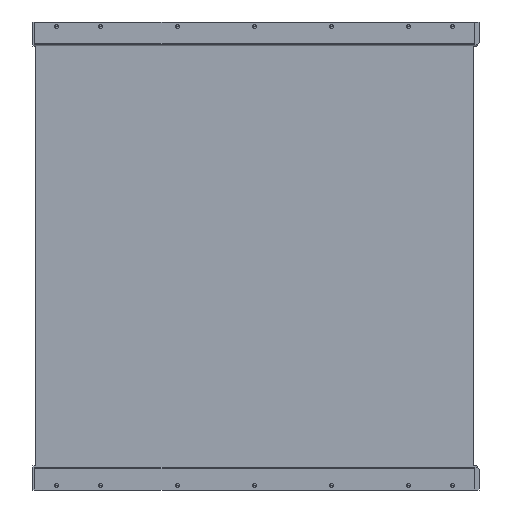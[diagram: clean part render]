
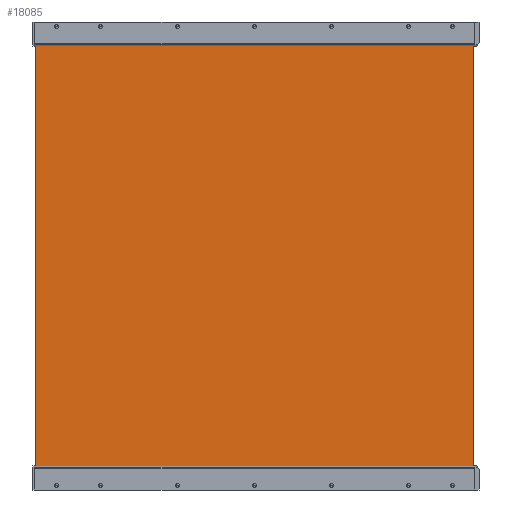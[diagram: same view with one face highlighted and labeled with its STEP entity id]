
A CAD part, left-side view. The second image highlights one B-rep face of the part: STEP entity #18085.
In plain terms, the highlighted planar face has unit normal (-1, 0, 0).
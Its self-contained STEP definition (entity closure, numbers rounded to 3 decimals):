
#79 = CARTESIAN_POINT ( 'NONE',  ( -6.38, -497.5, 500. ) ) ;
#131 = VERTEX_POINT ( 'NONE', #5262 ) ;
#552 = EDGE_CURVE ( 'NONE', #15743, #14515, #12626, .T. ) ;
#1682 = CARTESIAN_POINT ( 'NONE',  ( -6.38, -498., 500. ) ) ;
#1831 = CARTESIAN_POINT ( 'NONE',  ( -6.38, -498., 500. ) ) ;
#3261 = DIRECTION ( 'NONE',  ( 0., -1., 0. ) ) ;
#3985 = ORIENTED_EDGE ( 'NONE', *, *, #17268, .T. ) ;
#4041 = LINE ( 'NONE', #11170, #14915 ) ;
#4692 = CARTESIAN_POINT ( 'NONE',  ( -6.38, -497.5, 500. ) ) ;
#4741 = LINE ( 'NONE', #1682, #5439 ) ;
#5262 = CARTESIAN_POINT ( 'NONE',  ( -6.38, -497.5, -500. ) ) ;
#5439 = VECTOR ( 'NONE', #3261, 1000. ) ;
#5607 = DIRECTION ( 'NONE',  ( 0., -1., 0. ) ) ;
#6282 = ORIENTED_EDGE ( 'NONE', *, *, #8300, .T. ) ;
#6312 = ORIENTED_EDGE ( 'NONE', *, *, #552, .T. ) ;
#7869 = ORIENTED_EDGE ( 'NONE', *, *, #18294, .F. ) ;
#8235 = DIRECTION ( 'NONE',  ( 0., 0., 1. ) ) ;
#8300 = EDGE_CURVE ( 'NONE', #131, #15780, #11468, .T. ) ;
#8608 = DIRECTION ( 'NONE',  ( 0., 0., -1. ) ) ;
#11170 = CARTESIAN_POINT ( 'NONE',  ( -6.38, -498., -500. ) ) ;
#11380 = PLANE ( 'NONE',  #16729 ) ;
#11468 = LINE ( 'NONE', #79, #17660 ) ;
#12626 = LINE ( 'NONE', #13836, #14674 ) ;
#12862 = DIRECTION ( 'NONE',  ( 1., 0., 0. ) ) ;
#13836 = CARTESIAN_POINT ( 'NONE',  ( -6.38, 497.5, 500. ) ) ;
#14485 = EDGE_LOOP ( 'NONE', ( #3985, #6282, #7869, #6312 ) ) ;
#14515 = VERTEX_POINT ( 'NONE', #16087 ) ;
#14530 = FACE_OUTER_BOUND ( 'NONE', #14485, .T. ) ;
#14674 = VECTOR ( 'NONE', #18312, 1000. ) ;
#14915 = VECTOR ( 'NONE', #5607, 1000. ) ;
#15743 = VERTEX_POINT ( 'NONE', #16650 ) ;
#15780 = VERTEX_POINT ( 'NONE', #4692 ) ;
#16087 = CARTESIAN_POINT ( 'NONE',  ( -6.38, 497.5, -500. ) ) ;
#16650 = CARTESIAN_POINT ( 'NONE',  ( -6.38, 497.5, 500. ) ) ;
#16729 = AXIS2_PLACEMENT_3D ( 'NONE', #1831, #12862, #8608 ) ;
#17268 = EDGE_CURVE ( 'NONE', #14515, #131, #4041, .T. ) ;
#17660 = VECTOR ( 'NONE', #8235, 1000. ) ;
#18085 = ADVANCED_FACE ( 'NONE', ( #14530 ), #11380, .F. ) ;
#18294 = EDGE_CURVE ( 'NONE', #15743, #15780, #4741, .T. ) ;
#18312 = DIRECTION ( 'NONE',  ( 0., 0., -1. ) ) ;
